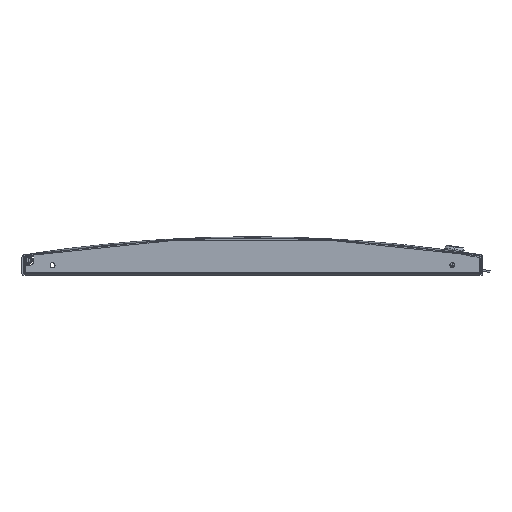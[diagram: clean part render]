
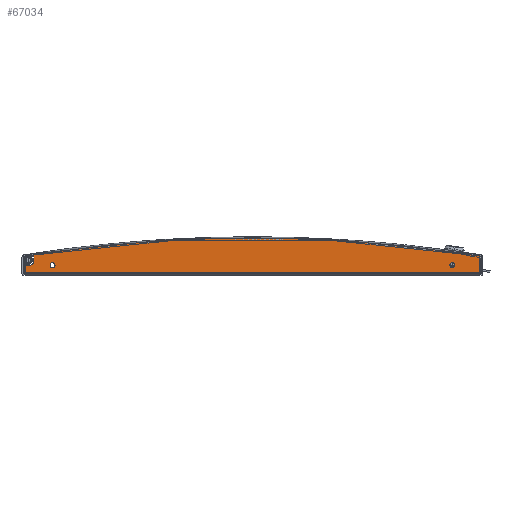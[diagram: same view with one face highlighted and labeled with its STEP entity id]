
A CAD part, front view. The second image highlights one B-rep face of the part: STEP entity #67034.
In plain terms, the highlighted planar face has unit normal (0, -1, 0).
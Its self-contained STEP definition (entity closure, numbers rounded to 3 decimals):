
#840 = CARTESIAN_POINT ( 'NONE',  ( -219.5, -751.58, -13.75 ) ) ;
#886 = EDGE_CURVE ( 'NONE', #5289, #61025, #2488, .T. ) ;
#1922 = CARTESIAN_POINT ( 'NONE',  ( 219.5, -751.58, -11. ) ) ;
#2488 = CIRCLE ( 'NONE', #73043, 2.75 ) ;
#3037 = DIRECTION ( 'NONE',  ( 0., 0., 1. ) ) ;
#4205 = CARTESIAN_POINT ( 'NONE',  ( 249.5, -751.58, -1. ) ) ;
#5289 = VERTEX_POINT ( 'NONE', #75985 ) ;
#6328 = EDGE_LOOP ( 'NONE', ( #104793, #122344 ) ) ;
#7496 = ORIENTED_EDGE ( 'NONE', *, *, #22616, .F. ) ;
#7795 = FACE_BOUND ( 'NONE', #6328, .T. ) ;
#10109 = AXIS2_PLACEMENT_3D ( 'NONE', #73415, #82881, #122539 ) ;
#10352 = DIRECTION ( 'NONE',  ( 0., 0., 1. ) ) ;
#10394 = VECTOR ( 'NONE', #27594, 1000. ) ;
#10998 = CARTESIAN_POINT ( 'NONE',  ( -219.5, -751.58, -11. ) ) ;
#11301 = CIRCLE ( 'NONE', #79772, 2.75 ) ;
#11724 = CARTESIAN_POINT ( 'NONE',  ( -219.5, -751.58, -8.25 ) ) ;
#13247 = DIRECTION ( 'NONE',  ( 0., 0., 1. ) ) ;
#13561 = LINE ( 'NONE', #42619, #92721 ) ;
#14793 = PLANE ( 'NONE',  #112214 ) ;
#17482 = CARTESIAN_POINT ( 'NONE',  ( -249.5, -751.58, -1. ) ) ;
#19199 = DIRECTION ( 'NONE',  ( 0., 1., 0. ) ) ;
#20746 = CARTESIAN_POINT ( 'NONE',  ( 0., -751.58, -1547.256 ) ) ;
#21241 = CARTESIAN_POINT ( 'NONE',  ( -240., -751.58, -11. ) ) ;
#21642 = EDGE_CURVE ( 'NONE', #22848, #78948, #26505, .T. ) ;
#22007 = EDGE_CURVE ( 'NONE', #122429, #76661, #107661, .T. ) ;
#22616 = EDGE_CURVE ( 'NONE', #66226, #76661, #66096, .T. ) ;
#22848 = VERTEX_POINT ( 'NONE', #72313 ) ;
#23651 = DIRECTION ( 'NONE',  ( -1., 0., 0. ) ) ;
#26505 = CIRCLE ( 'NONE', #76955, 1566.256 ) ;
#26513 = CARTESIAN_POINT ( 'NONE',  ( -240., -751.58, -11. ) ) ;
#26671 = ORIENTED_EDGE ( 'NONE', *, *, #96393, .F. ) ;
#26806 = EDGE_CURVE ( 'NONE', #67413, #122429, #81218, .T. ) ;
#26944 = DIRECTION ( 'NONE',  ( 0., 1., 0. ) ) ;
#27594 = DIRECTION ( 'NONE',  ( 0., 0., 1. ) ) ;
#30597 = ORIENTED_EDGE ( 'NONE', *, *, #42076, .T. ) ;
#30699 = DIRECTION ( 'NONE',  ( -1., 0., 0. ) ) ;
#32076 = DIRECTION ( 'NONE',  ( 0., 1., 0. ) ) ;
#32178 = CARTESIAN_POINT ( 'NONE',  ( 219.5, -751.58, -11. ) ) ;
#33607 = CARTESIAN_POINT ( 'NONE',  ( -240., -751.58, -7. ) ) ;
#33763 = FACE_OUTER_BOUND ( 'NONE', #64730, .T. ) ;
#36313 = LINE ( 'NONE', #84874, #58340 ) ;
#37192 = VERTEX_POINT ( 'NONE', #11724 ) ;
#37270 = LINE ( 'NONE', #26513, #64780 ) ;
#39888 = EDGE_LOOP ( 'NONE', ( #124072, #49371 ) ) ;
#40465 = DIRECTION ( 'NONE',  ( 0., 1., 0. ) ) ;
#42076 = EDGE_CURVE ( 'NONE', #22848, #67413, #37270, .T. ) ;
#42619 = CARTESIAN_POINT ( 'NONE',  ( -249.5, -751.58, -19. ) ) ;
#46519 = CARTESIAN_POINT ( 'NONE',  ( 0., -751.58, -1547.256 ) ) ;
#49371 = ORIENTED_EDGE ( 'NONE', *, *, #83681, .T. ) ;
#52501 = CIRCLE ( 'NONE', #10109, 2.75 ) ;
#53693 = VERTEX_POINT ( 'NONE', #74661 ) ;
#53702 = CIRCLE ( 'NONE', #63698, 2.75 ) ;
#57913 = ORIENTED_EDGE ( 'NONE', *, *, #26806, .T. ) ;
#58340 = VECTOR ( 'NONE', #93105, 1000. ) ;
#60226 = ORIENTED_EDGE ( 'NONE', *, *, #21642, .F. ) ;
#60625 = DIRECTION ( 'NONE',  ( 0., 0., 1. ) ) ;
#61025 = VERTEX_POINT ( 'NONE', #79833 ) ;
#61672 = EDGE_CURVE ( 'NONE', #61025, #5289, #11301, .T. ) ;
#62778 = DIRECTION ( 'NONE',  ( 0., 0., 1. ) ) ;
#63698 = AXIS2_PLACEMENT_3D ( 'NONE', #10998, #19199, #10352 ) ;
#64002 = CARTESIAN_POINT ( 'NONE',  ( 0., -751.58, -1547.256 ) ) ;
#64730 = EDGE_LOOP ( 'NONE', ( #30597, #57913, #73295, #7496, #117264, #26671, #85955, #60226 ) ) ;
#64780 = VECTOR ( 'NONE', #65661, 1000. ) ;
#65661 = DIRECTION ( 'NONE',  ( 0., 0., -1. ) ) ;
#66096 = LINE ( 'NONE', #17482, #10394 ) ;
#66226 = VERTEX_POINT ( 'NONE', #101888 ) ;
#66908 = CARTESIAN_POINT ( 'NONE',  ( -249.5, -751.58, -11. ) ) ;
#67034 = ADVANCED_FACE ( 'NONE', ( #7795, #72229, #33763 ), #14793, .F. ) ;
#67413 = VERTEX_POINT ( 'NONE', #33607 ) ;
#69350 = EDGE_CURVE ( 'NONE', #78948, #105721, #103786, .T. ) ;
#72229 = FACE_BOUND ( 'NONE', #39888, .T. ) ;
#72313 = CARTESIAN_POINT ( 'NONE',  ( -240., -751.58, 0.503 ) ) ;
#73043 = AXIS2_PLACEMENT_3D ( 'NONE', #1922, #40465, #60625 ) ;
#73295 = ORIENTED_EDGE ( 'NONE', *, *, #22007, .T. ) ;
#73415 = CARTESIAN_POINT ( 'NONE',  ( -219.5, -751.58, -11. ) ) ;
#74661 = CARTESIAN_POINT ( 'NONE',  ( 249.5, -751.58, -19. ) ) ;
#74906 = VECTOR ( 'NONE', #30699, 1000. ) ;
#75985 = CARTESIAN_POINT ( 'NONE',  ( 219.5, -751.58, -8.25 ) ) ;
#76661 = VERTEX_POINT ( 'NONE', #66908 ) ;
#76955 = AXIS2_PLACEMENT_3D ( 'NONE', #20746, #32076, #3037 ) ;
#78948 = VERTEX_POINT ( 'NONE', #95109 ) ;
#79772 = AXIS2_PLACEMENT_3D ( 'NONE', #32178, #80137, #13247 ) ;
#79833 = CARTESIAN_POINT ( 'NONE',  ( 219.5, -751.58, -13.75 ) ) ;
#80137 = DIRECTION ( 'NONE',  ( 0., 1., 0. ) ) ;
#81218 = CIRCLE ( 'NONE', #113133, 4. ) ;
#81663 = AXIS2_PLACEMENT_3D ( 'NONE', #46519, #26944, #105150 ) ;
#82881 = DIRECTION ( 'NONE',  ( 0., 1., 0. ) ) ;
#83681 = EDGE_CURVE ( 'NONE', #89396, #37192, #53702, .T. ) ;
#84874 = CARTESIAN_POINT ( 'NONE',  ( 249.5, -751.58, -1. ) ) ;
#85955 = ORIENTED_EDGE ( 'NONE', *, *, #69350, .F. ) ;
#89396 = VERTEX_POINT ( 'NONE', #840 ) ;
#92721 = VECTOR ( 'NONE', #23651, 1000. ) ;
#93105 = DIRECTION ( 'NONE',  ( 0., 0., -1. ) ) ;
#93704 = DIRECTION ( 'NONE',  ( 0., 1., 0. ) ) ;
#95109 = CARTESIAN_POINT ( 'NONE',  ( 0., -751.58, 19. ) ) ;
#96393 = EDGE_CURVE ( 'NONE', #105721, #53693, #36313, .T. ) ;
#101888 = CARTESIAN_POINT ( 'NONE',  ( -249.5, -751.58, -19. ) ) ;
#102603 = CARTESIAN_POINT ( 'NONE',  ( -244., -751.58, -11. ) ) ;
#103786 = CIRCLE ( 'NONE', #81663, 1566.256 ) ;
#104793 = ORIENTED_EDGE ( 'NONE', *, *, #886, .T. ) ;
#105150 = DIRECTION ( 'NONE',  ( 0., 0., 1. ) ) ;
#105721 = VERTEX_POINT ( 'NONE', #4205 ) ;
#107661 = LINE ( 'NONE', #21241, #74906 ) ;
#111383 = DIRECTION ( 'NONE',  ( 0., 0., 1. ) ) ;
#111911 = DIRECTION ( 'NONE',  ( 0., 1., 0. ) ) ;
#112214 = AXIS2_PLACEMENT_3D ( 'NONE', #64002, #111911, #62778 ) ;
#113133 = AXIS2_PLACEMENT_3D ( 'NONE', #120815, #93704, #111383 ) ;
#117264 = ORIENTED_EDGE ( 'NONE', *, *, #118559, .F. ) ;
#118559 = EDGE_CURVE ( 'NONE', #53693, #66226, #13561, .T. ) ;
#120171 = EDGE_CURVE ( 'NONE', #37192, #89396, #52501, .T. ) ;
#120815 = CARTESIAN_POINT ( 'NONE',  ( -244., -751.58, -7. ) ) ;
#122344 = ORIENTED_EDGE ( 'NONE', *, *, #61672, .T. ) ;
#122429 = VERTEX_POINT ( 'NONE', #102603 ) ;
#122539 = DIRECTION ( 'NONE',  ( 0., 0., 1. ) ) ;
#124072 = ORIENTED_EDGE ( 'NONE', *, *, #120171, .T. ) ;
